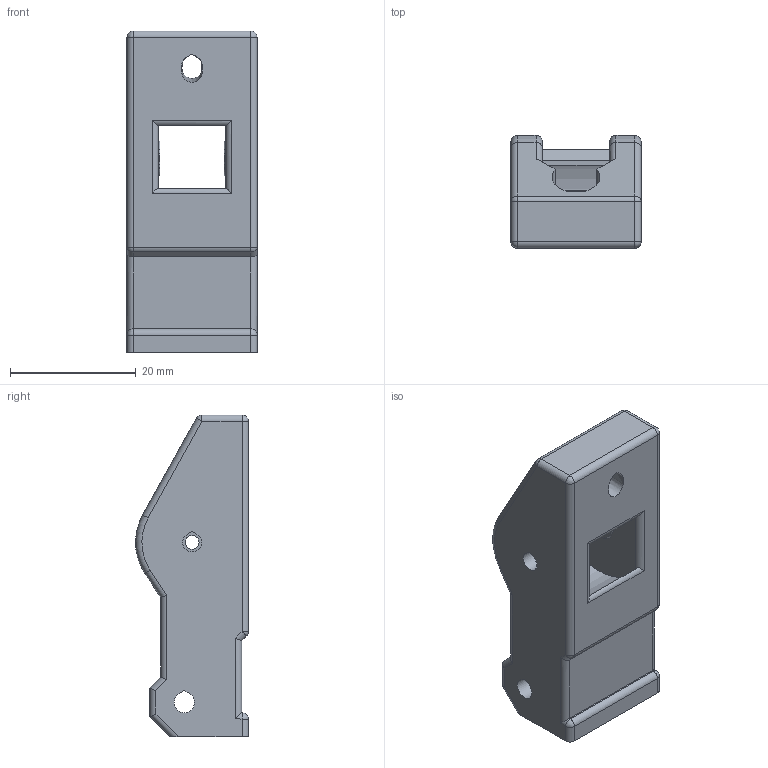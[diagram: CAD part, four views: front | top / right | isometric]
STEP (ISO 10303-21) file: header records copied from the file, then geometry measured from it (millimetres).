
FILE_DESCRIPTION(/* description */ (''),/* implementation_level */ '2;1');
FILE_NAME(/* name */ 'Y-Idler Tensioner 2GT 20T B3.step',/* time_stamp */ '2023-01-06T07:25:02+07:00',/* author */ (''),/* organization */ (''),/* preprocessor_version */ 'ST-DEVELOPER v19.2',/* originating_system */ 'Autodesk Translation Framework v11.17.0.187',/* authorisation */ '');
FILE_SCHEMA (('AUTOMOTIVE_DESIGN { 1 0 10303 214 3 1 1 }'));
Length unit declared in the file: millimetre
Products named in the file (1): Y-Idler Tensioner 2GT 20T B3
Bounding box: 20.69 x 17.94 x 51.22 mm (x, y, z)
Volume: 11326.6 mm3; surface area: 5259.7 mm2
Topology: 1 solids, 5 shells, 136 faces, 327 edges, 202 vertices
Faces by surface type: plane 69, cylinder 50, sphere 8, torus 4, bspline 3, cone 2
Full cylindrical faces by diameter (mm): 2.2 x1
Entity records: 4180 total; most frequent: CARTESIAN_POINT 922, DIRECTION 681, ORIENTED_EDGE 654, EDGE_CURVE 327, AXIS2_PLACEMENT_3D 230, LINE 221, VECTOR 221, VERTEX_POINT 202
